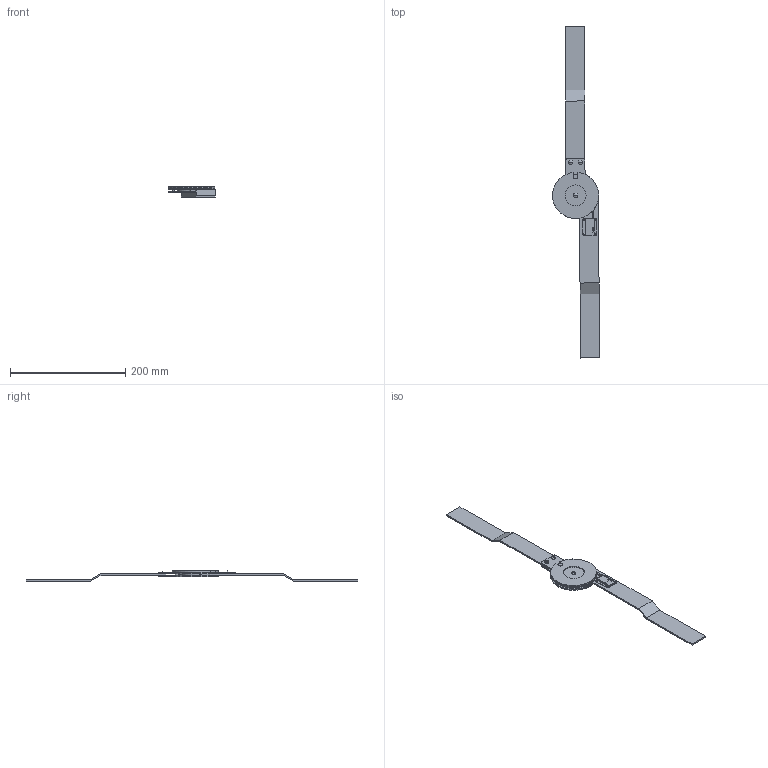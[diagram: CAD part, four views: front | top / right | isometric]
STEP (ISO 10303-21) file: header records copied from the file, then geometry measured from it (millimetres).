
FILE_DESCRIPTION (( 'STEP AP214' ), '1' );
FILE_NAME ('bracehinge.STEP', '2013-07-21T07:15:45', ( '' ), ( '' ), 'SwSTEP 2.0', 'SolidWorks 2012', '' );
FILE_SCHEMA (( 'AUTOMOTIVE_DESIGN' ));
Length unit declared in the file: inch
Products named in the file (15): pawl; slide; mainscrew; largescrew; cover; smallscrew2; smallscrew; pawltopcover; upperstrut; topratchet; largescrew2; bottomratchet; pawlcover; middlepivot; bracehinge
Assembly tree (19 placements, depth 2):
  bracehinge
    middlepivot
    pawlcover
    bottomratchet
    largescrew2  x2
    topratchet
    upperstrut
    pawltopcover
    smallscrew  x4
    smallscrew2  x2
    cover
    largescrew
    mainscrew
    slide
    pawl
Bounding box: 81.31 x 575.81 x 17.9 mm (x, y, z)
Volume: 84436.9 mm3; surface area: 84430.9 mm2
Topology: 19 solids, 19 shells, 518 faces, 1405 edges, 927 vertices
Faces by surface type: plane 258, cylinder 244, torus 14, sphere 2
Entity records: 16641 total; most frequent: DIRECTION 2833, CARTESIAN_POINT 2733, ORIENTED_EDGE 2670, EDGE_CURVE 1335, AXIS2_PLACEMENT_3D 989, VERTEX_POINT 889, VECTOR 855, LINE 855
